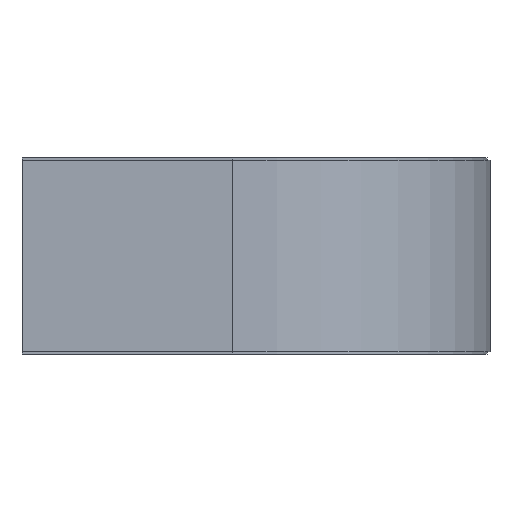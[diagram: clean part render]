
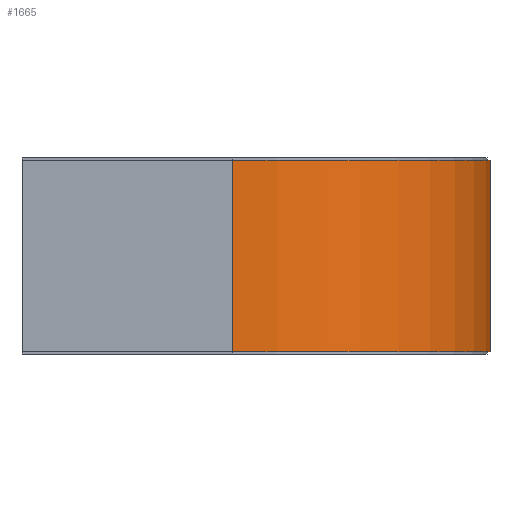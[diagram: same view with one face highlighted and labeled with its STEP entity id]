
A CAD part, front view. The second image highlights one B-rep face of the part: STEP entity #1665.
In plain terms, the highlighted cylindrical face has radius 311.798 mm (diameter 623.595 mm), a partial arc.
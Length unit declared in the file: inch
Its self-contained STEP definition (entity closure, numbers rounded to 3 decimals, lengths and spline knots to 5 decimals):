
#837 = EDGE_CURVE ( 'NONE', #2965, #12348, #4165, .T. ) ;
#1213 = DIRECTION ( 'NONE',  ( 0., -1., 0. ) ) ;
#1270 = CARTESIAN_POINT ( 'NONE',  ( 12.4055, -0.75, 0. ) ) ;
#1521 = CARTESIAN_POINT ( 'NONE',  ( 12.4055, -0.75, -9.105 ) ) ;
#1665 = ADVANCED_FACE ( 'NONE', ( #6591 ), #1812, .T. ) ;
#1812 = CYLINDRICAL_SURFACE ( 'NONE', #6062, 12.2755 ) ;
#1872 = CARTESIAN_POINT ( 'NONE',  ( 0.13, -0.75, 0. ) ) ;
#2490 = ORIENTED_EDGE ( 'NONE', *, *, #837, .T. ) ;
#2748 = VERTEX_POINT ( 'NONE', #1521 ) ;
#2965 = VERTEX_POINT ( 'NONE', #4730 ) ;
#2998 = CIRCLE ( 'NONE', #9966, 12.2755 ) ;
#3265 = CARTESIAN_POINT ( 'NONE',  ( 0.13, -13.0255, 0. ) ) ;
#3857 = CARTESIAN_POINT ( 'NONE',  ( 0.13, -13.0255, -9.105 ) ) ;
#3878 = AXIS2_PLACEMENT_3D ( 'NONE', #11077, #6186, #10022 ) ;
#3887 = CIRCLE ( 'NONE', #3878, 12.2755 ) ;
#3909 = VECTOR ( 'NONE', #11657, 39.37008 ) ;
#4106 = CARTESIAN_POINT ( 'NONE',  ( 0.13, -0.75, 0. ) ) ;
#4165 = LINE ( 'NONE', #3265, #8594 ) ;
#4637 = EDGE_CURVE ( 'NONE', #12348, #2748, #3887, .T. ) ;
#4730 = CARTESIAN_POINT ( 'NONE',  ( 0.13, -13.0255, 0. ) ) ;
#4763 = CARTESIAN_POINT ( 'NONE',  ( 12.4055, -0.75, 0. ) ) ;
#5217 = ORIENTED_EDGE ( 'NONE', *, *, #9153, .F. ) ;
#5515 = DIRECTION ( 'NONE',  ( 0., 0., -1. ) ) ;
#5642 = DIRECTION ( 'NONE',  ( 0., -1., 0. ) ) ;
#6062 = AXIS2_PLACEMENT_3D ( 'NONE', #1872, #5515, #5642 ) ;
#6186 = DIRECTION ( 'NONE',  ( 0., 0., 1. ) ) ;
#6407 = VERTEX_POINT ( 'NONE', #4763 ) ;
#6591 = FACE_OUTER_BOUND ( 'NONE', #6653, .T. ) ;
#6653 = EDGE_LOOP ( 'NONE', ( #8854, #5217, #8017, #2490 ) ) ;
#7156 = DIRECTION ( 'NONE',  ( 0., 0., -1. ) ) ;
#8017 = ORIENTED_EDGE ( 'NONE', *, *, #10147, .F. ) ;
#8594 = VECTOR ( 'NONE', #7156, 39.37008 ) ;
#8854 = ORIENTED_EDGE ( 'NONE', *, *, #4637, .T. ) ;
#8874 = LINE ( 'NONE', #1270, #3909 ) ;
#9153 = EDGE_CURVE ( 'NONE', #6407, #2748, #8874, .T. ) ;
#9966 = AXIS2_PLACEMENT_3D ( 'NONE', #4106, #10869, #1213 ) ;
#10022 = DIRECTION ( 'NONE',  ( 0., -1., 0. ) ) ;
#10147 = EDGE_CURVE ( 'NONE', #2965, #6407, #2998, .T. ) ;
#10869 = DIRECTION ( 'NONE',  ( 0., 0., 1. ) ) ;
#11077 = CARTESIAN_POINT ( 'NONE',  ( 0.13, -0.75, -9.105 ) ) ;
#11657 = DIRECTION ( 'NONE',  ( 0., 0., -1. ) ) ;
#12348 = VERTEX_POINT ( 'NONE', #3857 ) ;
